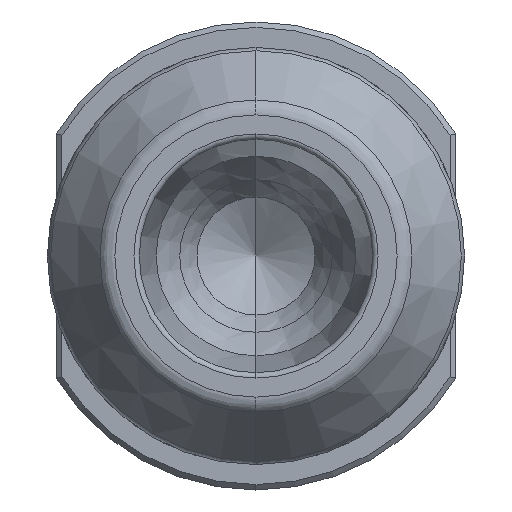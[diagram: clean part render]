
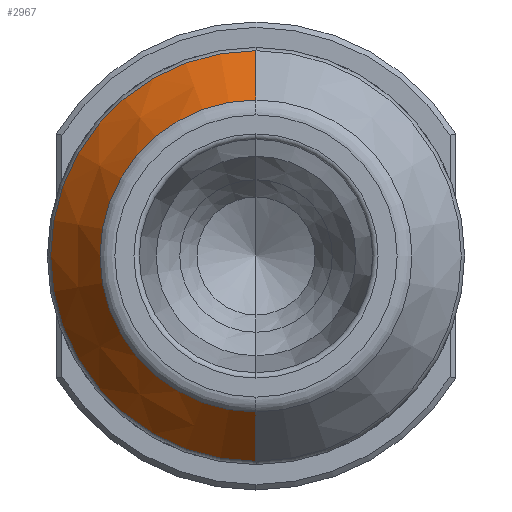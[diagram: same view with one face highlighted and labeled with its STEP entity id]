
A CAD part, left-side view. The second image highlights one B-rep face of the part: STEP entity #2967.
In plain terms, the highlighted conical face has half-angle 35 degrees and reference radius 8.3 mm.
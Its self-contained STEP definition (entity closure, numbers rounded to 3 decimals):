
#131 = DIRECTION ( 'NONE',  ( 0., 0., -1. ) ) ;
#203 = DIRECTION ( 'NONE',  ( 1., 0., 0. ) ) ;
#272 = CARTESIAN_POINT ( 'NONE',  ( -7.193, 0., -8.599 ) ) ;
#380 = VECTOR ( 'NONE', #3278, 1000. ) ;
#390 = CARTESIAN_POINT ( 'NONE',  ( -3.308, 0., 0. ) ) ;
#463 = CARTESIAN_POINT ( 'NONE',  ( -7.193, 0., 0. ) ) ;
#503 = ORIENTED_EDGE ( 'NONE', *, *, #3263, .T. ) ;
#536 = VERTEX_POINT ( 'NONE', #272 ) ;
#546 = DIRECTION ( 'NONE',  ( 0., 0., 1. ) ) ;
#556 = CIRCLE ( 'NONE', #2842, 8.599 ) ;
#650 = CARTESIAN_POINT ( 'NONE',  ( -7.62, 0., 8.3 ) ) ;
#771 = CARTESIAN_POINT ( 'NONE',  ( -7.193, 0., 8.599 ) ) ;
#1029 = DIRECTION ( 'NONE',  ( 0.819, 0., 0.574 ) ) ;
#1045 = ORIENTED_EDGE ( 'NONE', *, *, #1943, .T. ) ;
#1101 = CARTESIAN_POINT ( 'NONE',  ( -3.308, 0., -11.319 ) ) ;
#1118 = AXIS2_PLACEMENT_3D ( 'NONE', #2152, #1478, #131 ) ;
#1149 = AXIS2_PLACEMENT_3D ( 'NONE', #390, #1801, #1737 ) ;
#1167 = FACE_OUTER_BOUND ( 'NONE', #1266, .T. ) ;
#1266 = EDGE_LOOP ( 'NONE', ( #1045, #503, #2512, #4073 ) ) ;
#1341 = VECTOR ( 'NONE', #1029, 1000. ) ;
#1478 = DIRECTION ( 'NONE',  ( 1., 0., 0. ) ) ;
#1737 = DIRECTION ( 'NONE',  ( 0., 0., 1. ) ) ;
#1801 = DIRECTION ( 'NONE',  ( -1., 0., 0. ) ) ;
#1885 = LINE ( 'NONE', #3690, #380 ) ;
#1925 = CONICAL_SURFACE ( 'NONE', #1118, 8.3, 0.611 ) ;
#1943 = EDGE_CURVE ( 'NONE', #536, #3513, #556, .T. ) ;
#2152 = CARTESIAN_POINT ( 'NONE',  ( -7.62, 0., 0. ) ) ;
#2153 = CIRCLE ( 'NONE', #1149, 11.319 ) ;
#2512 = ORIENTED_EDGE ( 'NONE', *, *, #4321, .T. ) ;
#2842 = AXIS2_PLACEMENT_3D ( 'NONE', #463, #203, #546 ) ;
#2967 = ADVANCED_FACE ( 'NONE', ( #1167 ), #1925, .T. ) ;
#3087 = LINE ( 'NONE', #650, #1341 ) ;
#3263 = EDGE_CURVE ( 'NONE', #3513, #4454, #3087, .T. ) ;
#3278 = DIRECTION ( 'NONE',  ( 0.819, 0., -0.574 ) ) ;
#3513 = VERTEX_POINT ( 'NONE', #771 ) ;
#3582 = EDGE_CURVE ( 'NONE', #536, #4374, #1885, .T. ) ;
#3663 = CARTESIAN_POINT ( 'NONE',  ( -3.308, 0., 11.319 ) ) ;
#3690 = CARTESIAN_POINT ( 'NONE',  ( -7.62, 0., -8.3 ) ) ;
#4073 = ORIENTED_EDGE ( 'NONE', *, *, #3582, .F. ) ;
#4321 = EDGE_CURVE ( 'NONE', #4454, #4374, #2153, .T. ) ;
#4374 = VERTEX_POINT ( 'NONE', #1101 ) ;
#4454 = VERTEX_POINT ( 'NONE', #3663 ) ;
